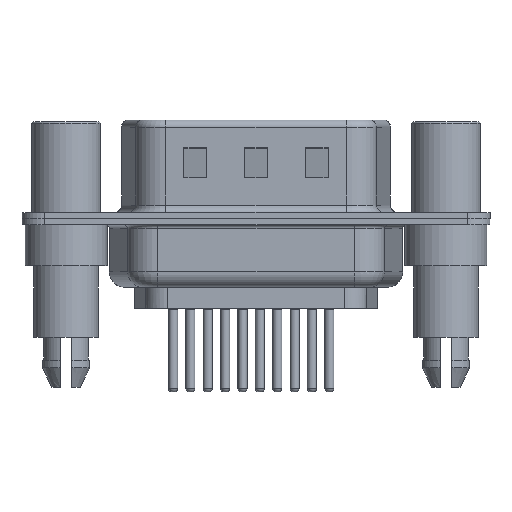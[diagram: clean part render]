
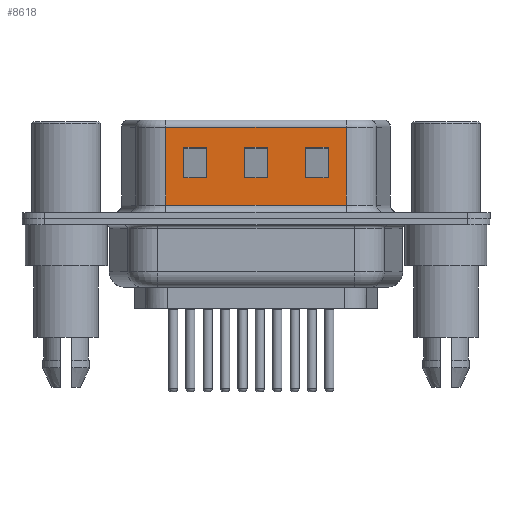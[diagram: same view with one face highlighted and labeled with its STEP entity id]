
A CAD part, front view. The second image highlights one B-rep face of the part: STEP entity #8618.
In plain terms, the highlighted planar face has unit normal (0, -1, 0).
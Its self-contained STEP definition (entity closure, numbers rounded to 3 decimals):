
#64 = VECTOR ( 'NONE', #11487, 1000. ) ;
#102 = VECTOR ( 'NONE', #8783, 1000. ) ;
#149 = VECTOR ( 'NONE', #9382, 1000. ) ;
#258 = CARTESIAN_POINT ( 'NONE',  ( 11.75, -4.55, 6.52 ) ) ;
#425 = CARTESIAN_POINT ( 'NONE',  ( 13.25, -4.55, 4.705 ) ) ;
#1299 = VECTOR ( 'NONE', #15537, 1000. ) ;
#1312 = LINE ( 'NONE', #7298, #4948 ) ;
#1498 = VERTEX_POINT ( 'NONE', #12684 ) ;
#1502 = VERTEX_POINT ( 'NONE', #13278 ) ;
#1532 = ORIENTED_EDGE ( 'NONE', *, *, #11447, .T. ) ;
#1557 = DIRECTION ( 'NONE',  ( -1., 0., 0. ) ) ;
#1643 = DIRECTION ( 'NONE',  ( 1., 0., 0. ) ) ;
#1717 = DIRECTION ( 'NONE',  ( 0., 0., -1. ) ) ;
#1781 = VECTOR ( 'NONE', #12600, 1000. ) ;
#1867 = EDGE_CURVE ( 'NONE', #9104, #15152, #5397, .T. ) ;
#1963 = EDGE_CURVE ( 'NONE', #5183, #4517, #11228, .T. ) ;
#2104 = LINE ( 'NONE', #2393, #15551 ) ;
#2380 = CARTESIAN_POINT ( 'NONE',  ( 7.75, -4.55, 2.705 ) ) ;
#2393 = CARTESIAN_POINT ( 'NONE',  ( 15.75, -4.55, 6.52 ) ) ;
#2395 = LINE ( 'NONE', #258, #8659 ) ;
#2499 = CARTESIAN_POINT ( 'NONE',  ( 15.75, -4.55, 4.705 ) ) ;
#2747 = EDGE_CURVE ( 'NONE', #4517, #4765, #15430, .T. ) ;
#2853 = ORIENTED_EDGE ( 'NONE', *, *, #4824, .T. ) ;
#2877 = VECTOR ( 'NONE', #1643, 1000. ) ;
#3345 = ORIENTED_EDGE ( 'NONE', *, *, #7527, .F. ) ;
#3355 = LINE ( 'NONE', #4253, #12783 ) ;
#3547 = FACE_OUTER_BOUND ( 'NONE', #12602, .T. ) ;
#3713 = LINE ( 'NONE', #16894, #102 ) ;
#3958 = FACE_BOUND ( 'NONE', #8078, .T. ) ;
#4082 = LINE ( 'NONE', #7466, #64 ) ;
#4189 = VECTOR ( 'NONE', #6405, 1000. ) ;
#4222 = VERTEX_POINT ( 'NONE', #15527 ) ;
#4253 = CARTESIAN_POINT ( 'NONE',  ( 14.451, -4.55, 2.705 ) ) ;
#4257 = CARTESIAN_POINT ( 'NONE',  ( 13.25, -4.55, 2.705 ) ) ;
#4402 = CARTESIAN_POINT ( 'NONE',  ( 18.451, -4.55, 4.705 ) ) ;
#4448 = CARTESIAN_POINT ( 'NONE',  ( 18.451, -4.55, 6.02 ) ) ;
#4517 = VERTEX_POINT ( 'NONE', #7239 ) ;
#4559 = VECTOR ( 'NONE', #15544, 1000. ) ;
#4625 = CARTESIAN_POINT ( 'NONE',  ( 17.25, -4.55, 4.705 ) ) ;
#4765 = VERTEX_POINT ( 'NONE', #8632 ) ;
#4807 = LINE ( 'NONE', #16785, #15076 ) ;
#4824 = EDGE_CURVE ( 'NONE', #9714, #5916, #10861, .T. ) ;
#4948 = VECTOR ( 'NONE', #13974, 1000. ) ;
#5072 = CARTESIAN_POINT ( 'NONE',  ( 22.451, -4.55, 4.705 ) ) ;
#5183 = VERTEX_POINT ( 'NONE', #7050 ) ;
#5346 = LINE ( 'NONE', #7560, #1299 ) ;
#5397 = LINE ( 'NONE', #14542, #1781 ) ;
#5916 = VERTEX_POINT ( 'NONE', #6682 ) ;
#6298 = VERTEX_POINT ( 'NONE', #4625 ) ;
#6322 = PLANE ( 'NONE',  #7217 ) ;
#6350 = LINE ( 'NONE', #8665, #16660 ) ;
#6405 = DIRECTION ( 'NONE',  ( 1., 0., 0. ) ) ;
#6538 = ORIENTED_EDGE ( 'NONE', *, *, #1963, .T. ) ;
#6682 = CARTESIAN_POINT ( 'NONE',  ( 15.75, -4.55, 2.705 ) ) ;
#7050 = CARTESIAN_POINT ( 'NONE',  ( 6.549, -4.55, 6.02 ) ) ;
#7108 = FACE_BOUND ( 'NONE', #13441, .T. ) ;
#7217 = AXIS2_PLACEMENT_3D ( 'NONE', #15710, #17081, #8973 ) ;
#7239 = CARTESIAN_POINT ( 'NONE',  ( 6.549, -4.55, 0.9 ) ) ;
#7298 = CARTESIAN_POINT ( 'NONE',  ( 18.451, -4.55, 2.705 ) ) ;
#7370 = DIRECTION ( 'NONE',  ( -1., 0., 0. ) ) ;
#7461 = EDGE_CURVE ( 'NONE', #10290, #1502, #1312, .T. ) ;
#7466 = CARTESIAN_POINT ( 'NONE',  ( 18.451, -4.55, 6.52 ) ) ;
#7527 = EDGE_CURVE ( 'NONE', #15361, #4765, #4082, .T. ) ;
#7560 = CARTESIAN_POINT ( 'NONE',  ( 7.75, -4.55, 6.52 ) ) ;
#7616 = ORIENTED_EDGE ( 'NONE', *, *, #7461, .T. ) ;
#8078 = EDGE_LOOP ( 'NONE', ( #9654, #10443, #7616, #13084 ) ) ;
#8618 = ADVANCED_FACE ( 'NONE', ( #7108, #14243, #3958, #3547 ), #6322, .F. ) ;
#8632 = CARTESIAN_POINT ( 'NONE',  ( 18.451, -4.55, 0.9 ) ) ;
#8659 = VECTOR ( 'NONE', #16390, 1000. ) ;
#8665 = CARTESIAN_POINT ( 'NONE',  ( 13.25, -4.55, 6.52 ) ) ;
#8783 = DIRECTION ( 'NONE',  ( 0., 0., -1. ) ) ;
#8789 = EDGE_LOOP ( 'NONE', ( #14776, #2853, #16944, #15545 ) ) ;
#8913 = EDGE_CURVE ( 'NONE', #1498, #10943, #14444, .T. ) ;
#8973 = DIRECTION ( 'NONE',  ( 0., 0., 1. ) ) ;
#9040 = EDGE_CURVE ( 'NONE', #15361, #5183, #4807, .T. ) ;
#9104 = VERTEX_POINT ( 'NONE', #14232 ) ;
#9202 = CARTESIAN_POINT ( 'NONE',  ( 22.451, -4.55, 2.705 ) ) ;
#9382 = DIRECTION ( 'NONE',  ( -1., 0., 0. ) ) ;
#9654 = ORIENTED_EDGE ( 'NONE', *, *, #8913, .T. ) ;
#9714 = VERTEX_POINT ( 'NONE', #16417 ) ;
#9949 = EDGE_CURVE ( 'NONE', #15152, #4222, #3713, .T. ) ;
#10010 = CARTESIAN_POINT ( 'NONE',  ( 6.549, -4.55, 6.52 ) ) ;
#10290 = VERTEX_POINT ( 'NONE', #4257 ) ;
#10443 = ORIENTED_EDGE ( 'NONE', *, *, #15510, .T. ) ;
#10861 = LINE ( 'NONE', #9202, #149 ) ;
#10943 = VERTEX_POINT ( 'NONE', #425 ) ;
#11113 = CARTESIAN_POINT ( 'NONE',  ( 17.25, -4.55, 6.52 ) ) ;
#11157 = EDGE_CURVE ( 'NONE', #1502, #1498, #2395, .T. ) ;
#11228 = LINE ( 'NONE', #10010, #4559 ) ;
#11414 = VECTOR ( 'NONE', #16089, 1000. ) ;
#11447 = EDGE_CURVE ( 'NONE', #13360, #9104, #5346, .T. ) ;
#11487 = DIRECTION ( 'NONE',  ( 0., 0., -1. ) ) ;
#11607 = VERTEX_POINT ( 'NONE', #2499 ) ;
#12297 = EDGE_CURVE ( 'NONE', #4222, #13360, #3355, .T. ) ;
#12600 = DIRECTION ( 'NONE',  ( 1., 0., 0. ) ) ;
#12602 = EDGE_LOOP ( 'NONE', ( #3345, #12992, #6538, #13747 ) ) ;
#12684 = CARTESIAN_POINT ( 'NONE',  ( 11.75, -4.55, 4.705 ) ) ;
#12770 = EDGE_CURVE ( 'NONE', #11607, #6298, #14884, .T. ) ;
#12783 = VECTOR ( 'NONE', #1557, 1000. ) ;
#12992 = ORIENTED_EDGE ( 'NONE', *, *, #9040, .T. ) ;
#13084 = ORIENTED_EDGE ( 'NONE', *, *, #11157, .T. ) ;
#13278 = CARTESIAN_POINT ( 'NONE',  ( 11.75, -4.55, 2.705 ) ) ;
#13360 = VERTEX_POINT ( 'NONE', #2380 ) ;
#13441 = EDGE_LOOP ( 'NONE', ( #16691, #14932, #1532, #16447 ) ) ;
#13747 = ORIENTED_EDGE ( 'NONE', *, *, #2747, .T. ) ;
#13974 = DIRECTION ( 'NONE',  ( -1., 0., 0. ) ) ;
#14198 = LINE ( 'NONE', #11113, #17379 ) ;
#14232 = CARTESIAN_POINT ( 'NONE',  ( 7.75, -4.55, 4.705 ) ) ;
#14243 = FACE_BOUND ( 'NONE', #8789, .T. ) ;
#14444 = LINE ( 'NONE', #4402, #2877 ) ;
#14492 = DIRECTION ( 'NONE',  ( 0., 0., 1. ) ) ;
#14542 = CARTESIAN_POINT ( 'NONE',  ( 14.451, -4.55, 4.705 ) ) ;
#14700 = EDGE_CURVE ( 'NONE', #6298, #9714, #14198, .T. ) ;
#14776 = ORIENTED_EDGE ( 'NONE', *, *, #14700, .T. ) ;
#14884 = LINE ( 'NONE', #5072, #4189 ) ;
#14932 = ORIENTED_EDGE ( 'NONE', *, *, #12297, .T. ) ;
#15076 = VECTOR ( 'NONE', #7370, 1000. ) ;
#15152 = VERTEX_POINT ( 'NONE', #16006 ) ;
#15361 = VERTEX_POINT ( 'NONE', #4448 ) ;
#15430 = LINE ( 'NONE', #16707, #11414 ) ;
#15510 = EDGE_CURVE ( 'NONE', #10943, #10290, #6350, .T. ) ;
#15527 = CARTESIAN_POINT ( 'NONE',  ( 9.25, -4.55, 2.705 ) ) ;
#15537 = DIRECTION ( 'NONE',  ( 0., 0., 1. ) ) ;
#15544 = DIRECTION ( 'NONE',  ( 0., 0., -1. ) ) ;
#15545 = ORIENTED_EDGE ( 'NONE', *, *, #12770, .T. ) ;
#15551 = VECTOR ( 'NONE', #14492, 1000. ) ;
#15710 = CARTESIAN_POINT ( 'NONE',  ( 18.451, -4.55, 6.52 ) ) ;
#16006 = CARTESIAN_POINT ( 'NONE',  ( 9.25, -4.55, 4.705 ) ) ;
#16089 = DIRECTION ( 'NONE',  ( 1., 0., 0. ) ) ;
#16303 = EDGE_CURVE ( 'NONE', #5916, #11607, #2104, .T. ) ;
#16390 = DIRECTION ( 'NONE',  ( 0., 0., 1. ) ) ;
#16417 = CARTESIAN_POINT ( 'NONE',  ( 17.25, -4.55, 2.705 ) ) ;
#16447 = ORIENTED_EDGE ( 'NONE', *, *, #1867, .T. ) ;
#16660 = VECTOR ( 'NONE', #16715, 1000. ) ;
#16691 = ORIENTED_EDGE ( 'NONE', *, *, #9949, .T. ) ;
#16707 = CARTESIAN_POINT ( 'NONE',  ( 18.451, -4.55, 0.9 ) ) ;
#16715 = DIRECTION ( 'NONE',  ( 0., 0., -1. ) ) ;
#16785 = CARTESIAN_POINT ( 'NONE',  ( 18.451, -4.55, 6.02 ) ) ;
#16894 = CARTESIAN_POINT ( 'NONE',  ( 9.25, -4.55, 6.52 ) ) ;
#16944 = ORIENTED_EDGE ( 'NONE', *, *, #16303, .T. ) ;
#17081 = DIRECTION ( 'NONE',  ( 0., 1., 0. ) ) ;
#17379 = VECTOR ( 'NONE', #1717, 1000. ) ;
